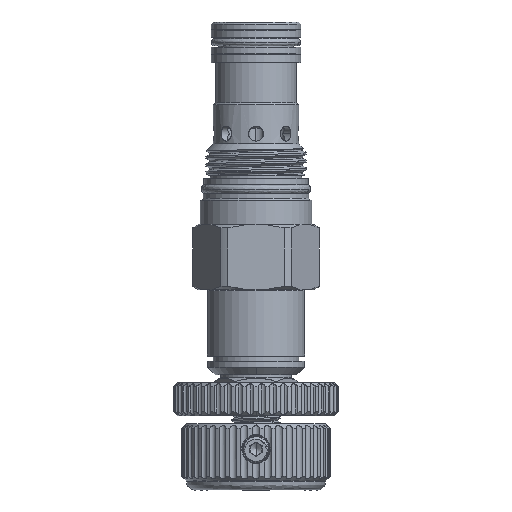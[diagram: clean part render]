
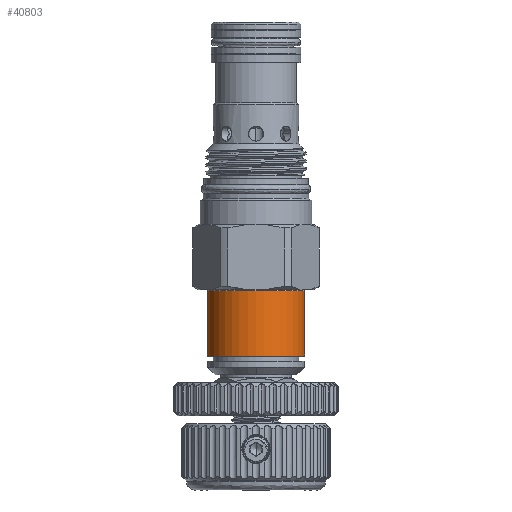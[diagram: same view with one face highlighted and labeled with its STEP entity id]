
A CAD part, front view. The second image highlights one B-rep face of the part: STEP entity #40803.
In plain terms, the highlighted cylindrical face has radius 9.5 mm (diameter 19 mm), a partial arc.
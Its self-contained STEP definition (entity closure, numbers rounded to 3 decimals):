
#6151 = DIRECTION ( 'NONE',  ( 0., 0., 1. ) ) ;
#6164 = CARTESIAN_POINT ( 'NONE',  ( 9.5, 0., -37.31 ) ) ;
#6166 = CARTESIAN_POINT ( 'NONE',  ( 0., 0., -52.56 ) ) ;
#6168 = DIRECTION ( 'NONE',  ( 0., 0., -1. ) ) ;
#6170 = DIRECTION ( 'NONE',  ( 1., 0., 0. ) ) ;
#6173 = CARTESIAN_POINT ( 'NONE',  ( -9.5, 0., -37.31 ) ) ;
#6176 = DIRECTION ( 'NONE',  ( 0., 0., -1. ) ) ;
#6183 = CARTESIAN_POINT ( 'NONE',  ( 0., 0., -65.36 ) ) ;
#6185 = DIRECTION ( 'NONE',  ( 0., 0., 1. ) ) ;
#6187 = DIRECTION ( 'NONE',  ( 1., 0., 0. ) ) ;
#16959 = LINE ( 'NONE', #6164, #16975 ) ;
#16968 = CIRCLE ( 'NONE', #21282, 9.5 ) ;
#16974 = LINE ( 'NONE', #6173, #16977 ) ;
#16975 = VECTOR ( 'NONE', #6151, 1000. ) ;
#16976 = CIRCLE ( 'NONE', #21283, 9.5 ) ;
#16977 = VECTOR ( 'NONE', #6176, 1000. ) ;
#20213 = CARTESIAN_POINT ( 'NONE',  ( -9.5, 0., -65.36 ) ) ;
#20239 = CARTESIAN_POINT ( 'NONE',  ( -9.5, 0., -52.56 ) ) ;
#20267 = CARTESIAN_POINT ( 'NONE',  ( 9.5, 0., -65.36 ) ) ;
#20282 = CARTESIAN_POINT ( 'NONE',  ( 9.5, 0., -52.56 ) ) ;
#21282 = AXIS2_PLACEMENT_3D ( 'NONE', #6166, #6168, #6170 ) ;
#21283 = AXIS2_PLACEMENT_3D ( 'NONE', #6183, #6185, #6187 ) ;
#21517 = AXIS2_PLACEMENT_3D ( 'NONE', #50501, #50499, #50497 ) ;
#40380 = EDGE_CURVE ( 'NONE', #52260, #52232, #16968, .T. ) ;
#40381 = EDGE_CURVE ( 'NONE', #52252, #52260, #16959, .T. ) ;
#40382 = EDGE_CURVE ( 'NONE', #52232, #52211, #16974, .T. ) ;
#40383 = EDGE_CURVE ( 'NONE', #52211, #52252, #16976, .T. ) ;
#40803 = ADVANCED_FACE ( 'NONE', ( #60304 ), #60312, .T. ) ;
#47940 = EDGE_LOOP ( 'NONE', ( #60166, #60171, #60163, #60167 ) ) ;
#50497 = DIRECTION ( 'NONE',  ( 1., 0., 0. ) ) ;
#50499 = DIRECTION ( 'NONE',  ( 0., 0., 1. ) ) ;
#50501 = CARTESIAN_POINT ( 'NONE',  ( 0., 0., -37.31 ) ) ;
#52211 = VERTEX_POINT ( 'NONE', #20213 ) ;
#52232 = VERTEX_POINT ( 'NONE', #20239 ) ;
#52252 = VERTEX_POINT ( 'NONE', #20267 ) ;
#52260 = VERTEX_POINT ( 'NONE', #20282 ) ;
#60163 = ORIENTED_EDGE ( 'NONE', *, *, #40382, .T. ) ;
#60166 = ORIENTED_EDGE ( 'NONE', *, *, #40381, .T. ) ;
#60167 = ORIENTED_EDGE ( 'NONE', *, *, #40383, .T. ) ;
#60171 = ORIENTED_EDGE ( 'NONE', *, *, #40380, .T. ) ;
#60304 = FACE_OUTER_BOUND ( 'NONE', #47940, .T. ) ;
#60312 = CYLINDRICAL_SURFACE ( 'NONE', #21517, 9.5 ) ;
